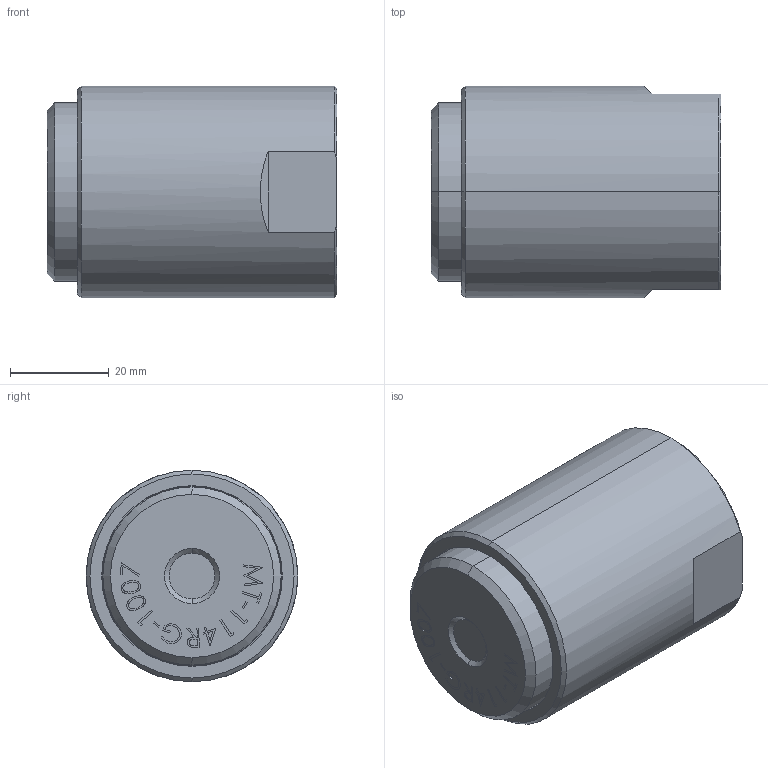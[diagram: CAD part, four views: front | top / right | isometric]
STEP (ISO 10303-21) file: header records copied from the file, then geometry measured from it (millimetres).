
FILE_DESCRIPTION (( 'STEP AP203' ), '1' );
FILE_NAME ('MT-114RG-1007.step', '2019-10-25T17:02:10', ( '' ), ( '' ), 'SwSTEP 2.0', 'SolidWorks 2020', '' );
FILE_SCHEMA (( 'CONFIG_CONTROL_DESIGN' ));
Length unit declared in the file: inch
Products named in the file (1): MT-114RG-1007
Bounding box: 58.75 x 42.86 x 42.86 mm (x, y, z)
Volume: 63118.5 mm3; surface area: 25116.2 mm2
Topology: 10 solids, 10 shells, 241 faces, 609 edges, 399 vertices
Faces by surface type: plane 116, cylinder 42, bspline 35, cone 30, sphere 12, torus 6
Entity records: 14558 total; most frequent: CARTESIAN_POINT 9130, ORIENTED_EDGE 1158, DIRECTION 972, EDGE_CURVE 579, VERTEX_POINT 381, VECTOR 352, LINE 352, AXIS2_PLACEMENT_3D 310
